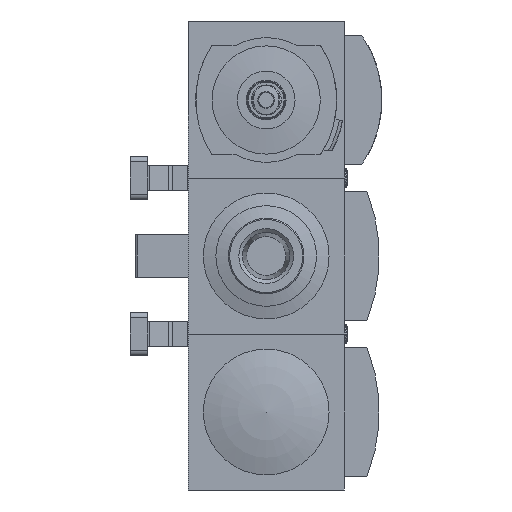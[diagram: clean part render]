
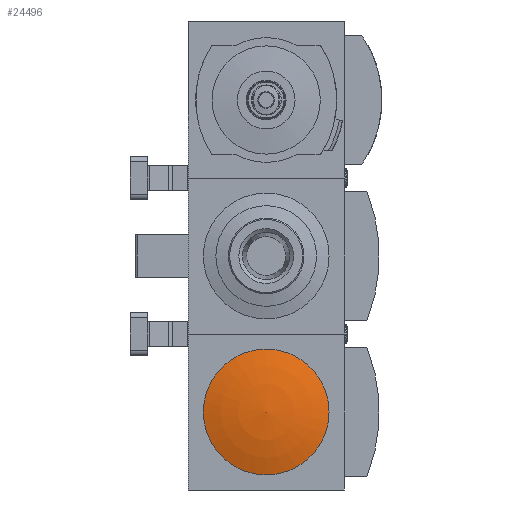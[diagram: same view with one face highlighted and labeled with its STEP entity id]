
A CAD part, front view. The second image highlights one B-rep face of the part: STEP entity #24496.
In plain terms, the highlighted toroidal (fillet/blend) face has major radius 1.578 mm and minor radius 90 mm.
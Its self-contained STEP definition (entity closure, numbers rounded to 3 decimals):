
#21=VERTEX_LOOP('',#14399);
#222=DEGENERATE_TOROIDAL_SURFACE('',#26101,1.578,90.,
 .F.);
#5116=CIRCLE('',#26087,25.);
#9800=ORIENTED_EDGE('',*,*,#12620,.T.);
#12620=EDGE_CURVE('',#14396,#14396,#5116,.T.);
#14396=VERTEX_POINT('',#36682);
#14399=VERTEX_POINT('',#36702);
#15672=EDGE_LOOP('',(#9800));
#16874=FACE_BOUND('',#15672,.T.);
#16875=FACE_BOUND('',#21,.T.);
#24496=ADVANCED_FACE('',(#16874,#16875),#222,.F.);
#26087=AXIS2_PLACEMENT_3D('',#36681,#30897,#30898);
#26101=AXIS2_PLACEMENT_3D('',#36701,#30928,#30929);
#30897=DIRECTION('',(0.,-1.,0.));
#30898=DIRECTION('',(0.,0.,-1.));
#30928=DIRECTION('',(0.,-1.,0.));
#30929=DIRECTION('',(0.,0.,-1.));
#36681=CARTESIAN_POINT('',(0.,-45.,0.));
#36682=CARTESIAN_POINT('',(0.,-45.,-25.));
#36701=CARTESIAN_POINT('',(0.,40.986,0.));
#36702=CARTESIAN_POINT('',(0.,-49.,0.));
